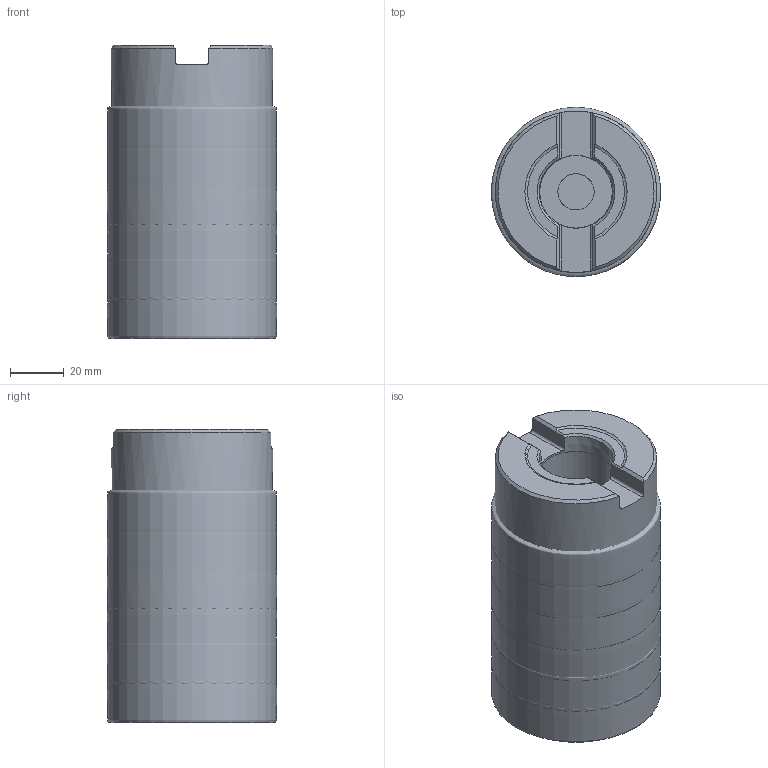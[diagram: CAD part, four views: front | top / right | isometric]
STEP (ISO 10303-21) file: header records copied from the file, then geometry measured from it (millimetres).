
FILE_DESCRIPTION(/* description */ (''),/* implementation_level */ '2;1');
FILE_NAME(/* name */ 'R220.69-0063-085-XO16.5SA_Basic.stp',/* time_stamp */ '2021-04-30T17:30:28+05:00',/* author */ (''),/* organization */ (''),/* preprocessor_version */ 'ST-DEVELOPER v16.7',/* originating_system */ 'SIEMENS PLM Software NX 12.0',/* authorisation */ '');
FILE_SCHEMA (('AUTOMOTIVE_DESIGN { 1 0 10303 214 3 1 1 1 }'));
Length unit declared in the file: millimetre
Products named in the file (4): CUT; NOCUT; ASSEMBLY_CONSTRUCTION; inpu11207ADEdgkr
Assembly tree (3 placements, depth 2):
  inpu11207ADEdgkr
    ASSEMBLY_CONSTRUCTION
    NOCUT
    CUT
Bounding box: 62.88 x 62.89 x 108.91 mm (x, y, z)
Surface area: 86967.7 mm2
Topology: 7 solids, 7 shells, 88 faces, 218 edges, 185 vertices
Faces by surface type: cone 25, plane 23, torus 21, cylinder 13, revolution 6
Full cylindrical faces by diameter (mm): 13.5 x1, 18.986 x1, 19.006 x1, 20.1 x1, 24 x1, 27.006 x1, 45.9 x1, 46.4 x1, 60 x1
Entity records: 3871 total; most frequent: CARTESIAN_POINT 1580, DIRECTION 436, ORIENTED_EDGE 248, AXIS2_PLACEMENT_3D 203, EDGE_LOOP 138, EDGE_CURVE 124, FACE_BOUND 118, VERTEX_POINT 106
